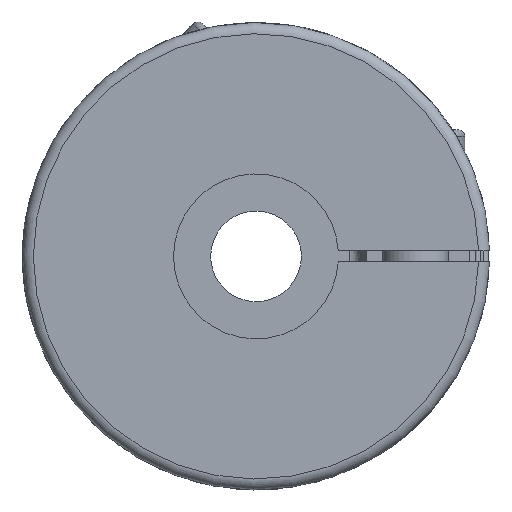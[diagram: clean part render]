
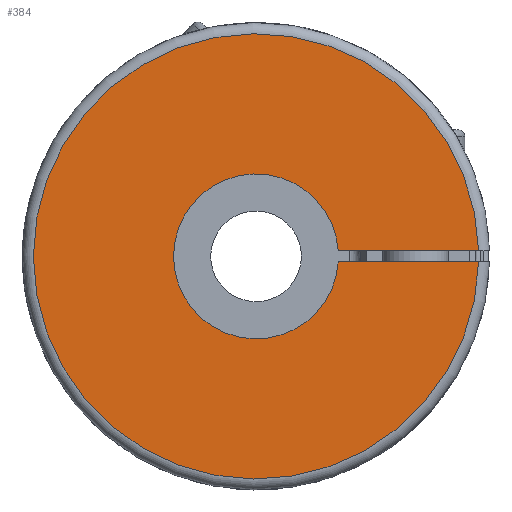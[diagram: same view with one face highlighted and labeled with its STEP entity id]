
A CAD part, left-side view. The second image highlights one B-rep face of the part: STEP entity #384.
In plain terms, the highlighted planar face has unit normal (-1, 0, 0).
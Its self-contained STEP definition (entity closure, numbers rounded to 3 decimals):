
#384 = ADVANCED_FACE( '', ( #949 ), #950, .T. );
#949 = FACE_OUTER_BOUND( '', #1724, .T. );
#950 = PLANE( '', #1725 );
#1724 = EDGE_LOOP( '', ( #2867, #2868, #2869, #2870 ) );
#1725 = AXIS2_PLACEMENT_3D( '', #2871, #2872, #2873 );
#2867 = ORIENTED_EDGE( '', *, *, #4806, .T. );
#2868 = ORIENTED_EDGE( '', *, *, #4807, .T. );
#2869 = ORIENTED_EDGE( '', *, *, #4808, .T. );
#2870 = ORIENTED_EDGE( '', *, *, #4767, .T. );
#2871 = CARTESIAN_POINT( '', ( 0., 0., 9. ) );
#2872 = DIRECTION( '', ( -1., 0., 0. ) );
#2873 = DIRECTION( '', ( 0., 0., 1. ) );
#4767 = EDGE_CURVE( '', #5847, #5851, #5853, .T. );
#4806 = EDGE_CURVE( '', #5851, #5913, #5914, .T. );
#4807 = EDGE_CURVE( '', #5913, #5915, #5916, .F. );
#4808 = EDGE_CURVE( '', #5915, #5847, #5917, .T. );
#5847 = VERTEX_POINT( '', #7608 );
#5851 = VERTEX_POINT( '', #7625 );
#5853 = CIRCLE( '', #7640, 40.5 );
#5913 = VERTEX_POINT( '', #7769 );
#5914 = LINE( '', #7770, #7771 );
#5915 = VERTEX_POINT( '', #7772 );
#5916 = CIRCLE( '', #7773, 15. );
#5917 = LINE( '', #7774, #7775 );
#7608 = CARTESIAN_POINT( '', ( 0., -40.488, 1. ) );
#7625 = CARTESIAN_POINT( '', ( 0., -40.488, -1. ) );
#7640 = AXIS2_PLACEMENT_3D( '', #9627, #9628, #9629 );
#7769 = CARTESIAN_POINT( '', ( 0., -14.967, -1. ) );
#7770 = CARTESIAN_POINT( '', ( 0., -42.488, -1. ) );
#7771 = VECTOR( '', #9666, 1000. );
#7772 = CARTESIAN_POINT( '', ( 0., -14.967, 1. ) );
#7773 = AXIS2_PLACEMENT_3D( '', #9667, #9668, #9669 );
#7774 = CARTESIAN_POINT( '', ( 0., -8.944, 1. ) );
#7775 = VECTOR( '', #9670, 1000. );
#9627 = CARTESIAN_POINT( '', ( 0., 0., 0. ) );
#9628 = DIRECTION( '', ( -1., 0., 0. ) );
#9629 = DIRECTION( '', ( 0., 0., 1. ) );
#9666 = DIRECTION( '', ( 0., 1., 0. ) );
#9667 = CARTESIAN_POINT( '', ( 0., 0., 0. ) );
#9668 = DIRECTION( '', ( -1., 0., 0. ) );
#9669 = DIRECTION( '', ( 0., 0., 1. ) );
#9670 = DIRECTION( '', ( 0., -1., 0. ) );
